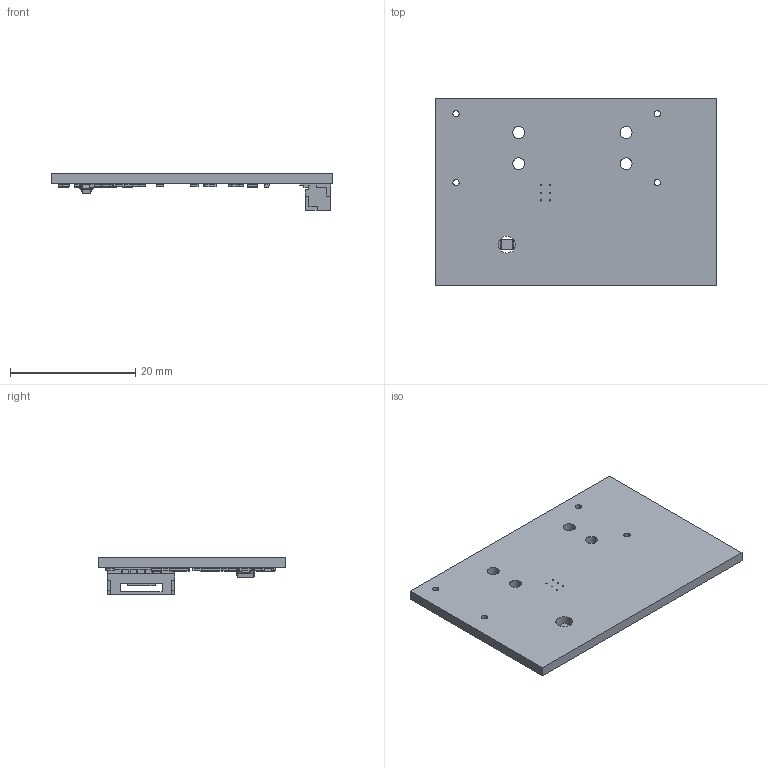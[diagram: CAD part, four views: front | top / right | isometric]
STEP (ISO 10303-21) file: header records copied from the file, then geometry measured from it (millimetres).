
FILE_DESCRIPTION(('KiCad electronic assembly'),'2;1');
FILE_NAME('TFSBEC01A.step','2022-03-30T13:27:32',('Pcbnew'),('Kicad'), 'Open CASCADE STEP processor 7.5','KiCad to STEP converter','Unknown' );
FILE_SCHEMA(('AUTOMOTIVE_DESIGN { 1 0 10303 214 1 1 1 1 }'));
Length unit declared in the file: millimetre
Products named in the file (14): TFSBEC01A 1; R_0805_2012Metric; SOLID; R_1206_3216Metric; JST_GH_SM06B-GHS-TB_1x06-1MP_P1.25mm_Horizontal; D_SOD-523; LED_1206_3216Metric; SOT-23-5; tmpdwvmqxz2 PCB
Assembly tree (38 placements, depth 3):
  TFSBEC01A 1
    R_0805_2012Metric  x16
      SOLID
    R_1206_3216Metric  x10
      SOLID
    JST_GH_SM06B-GHS-TB_1x06-1MP_P1.25mm_Horizontal
      SOLID
    D_SOD-523  x2
      SOLID
    LED_1206_3216Metric
      SOLID
    SOT-23-5
      SOLID
    tmpdwvmqxz2 PCB
Bounding box: 45 x 30 x 5.89 mm (x, y, z)
Volume: 2286 mm3; surface area: 3683.5 mm2
Topology: 32 solids, 32 shells, 1175 faces, 3102 edges, 2004 vertices
Faces by surface type: bspline 1154, cylinder 15, plane 6
Full cylindrical faces by diameter (mm): 0.2 x6, 1 x4, 1.9 x4, 2.7 x1
Entity records: 34825 total; most frequent: CARTESIAN_POINT 12113, B_SPLINE_CURVE_WITH_KNOTS 3883, ORIENTED_EDGE 2820, PCURVE 2820, DEFINITIONAL_REPRESENTATION 2820, EDGE_CURVE 1410, SURFACE_CURVE 1395, VERTEX_POINT 912
